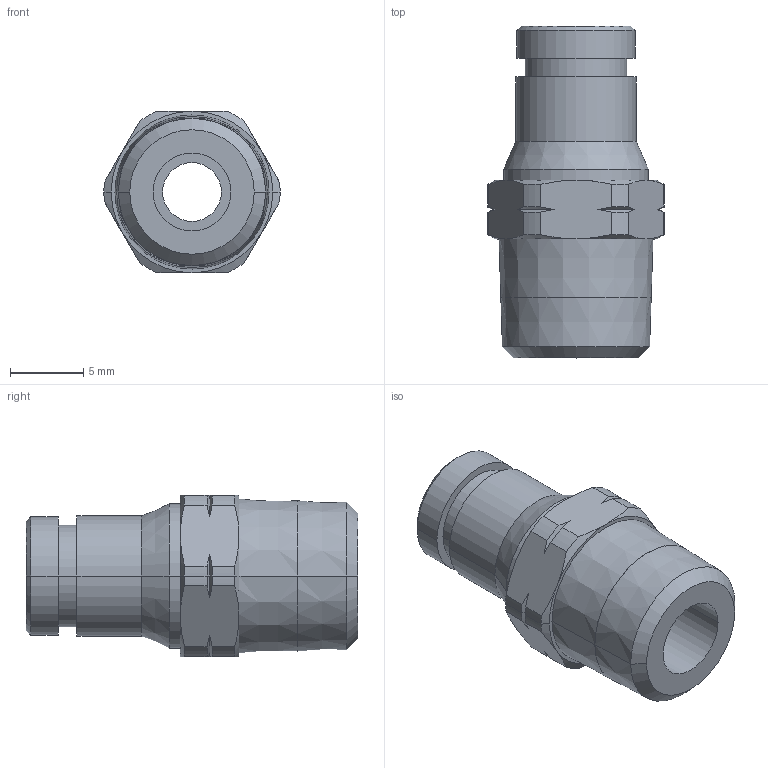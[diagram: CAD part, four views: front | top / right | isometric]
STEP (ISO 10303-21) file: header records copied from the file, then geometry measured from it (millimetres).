
FILE_DESCRIPTION(('STEP AP214'),'1');
FILE_NAME('3805_04_11.stp','2016-07-07T14:26:57',('TraceParts'),('TraceParts S.A.'),'Spatial InterOp 3D',' ',' ');
FILE_SCHEMA(('automotive_design'));
Length unit declared in the file: millimetre
Products named in the file (1): 1
Bounding box: 12 x 22.6 x 11 mm (x, y, z)
Volume: 1263.9 mm3; surface area: 1208.9 mm2
Topology: 1 solids, 1 shells, 87 faces, 204 edges, 126 vertices
Faces by surface type: cone 42, cylinder 30, plane 15
Entity records: 2513 total; most frequent: CARTESIAN_POINT 562, DIRECTION 428, ORIENTED_EDGE 408, EDGE_CURVE 204, AXIS2_PLACEMENT_3D 184, VERTEX_POINT 126, EDGE_LOOP 96, CIRCLE 96
